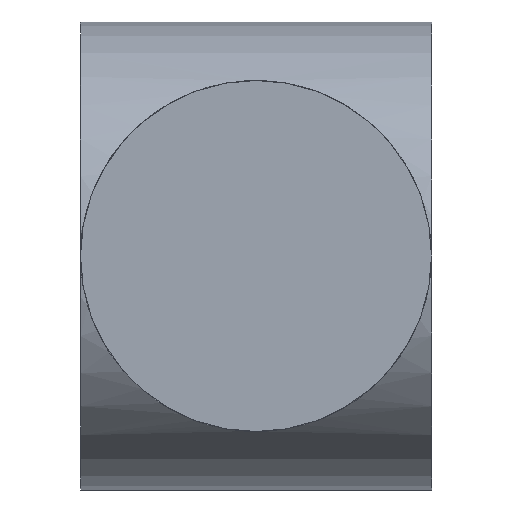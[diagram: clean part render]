
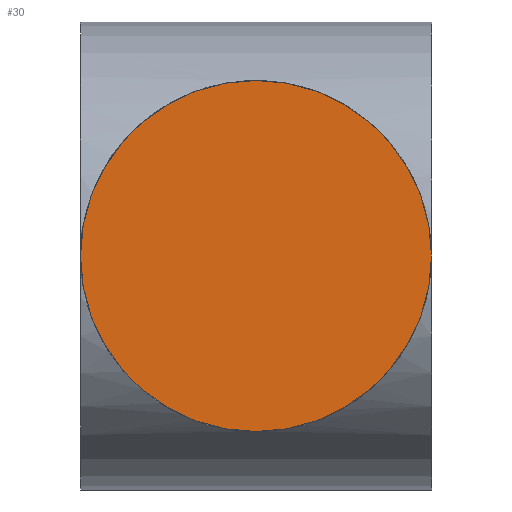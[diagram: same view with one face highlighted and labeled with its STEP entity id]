
A CAD part, left-side view. The second image highlights one B-rep face of the part: STEP entity #30.
In plain terms, the highlighted planar face has unit normal (-1, 0, 0).
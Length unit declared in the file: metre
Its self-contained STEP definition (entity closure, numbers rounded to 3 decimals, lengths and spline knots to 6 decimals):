
#30 = ADVANCED_FACE( '', ( #59 ), #60, .T. );
#59 = FACE_OUTER_BOUND( '', #88, .T. );
#60 = PLANE( '', #89 );
#88 = EDGE_LOOP( '', ( #111 ) );
#89 = AXIS2_PLACEMENT_3D( '', #112, #113, #114 );
#111 = ORIENTED_EDGE( '', *, *, #149, .T. );
#112 = CARTESIAN_POINT( '', ( -0.58, 0., 0.5 ) );
#113 = DIRECTION( '', ( -1., 0., 0. ) );
#114 = DIRECTION( '', ( 0., -1., 0. ) );
#149 = EDGE_CURVE( '', #162, #162, #163, .T. );
#162 = VERTEX_POINT( '', #180 );
#163 = CIRCLE( '', #181, 0.0375 );
#180 = CARTESIAN_POINT( '', ( -0.58, -0.0375, 0.5 ) );
#181 = AXIS2_PLACEMENT_3D( '', #347, #348, #349 );
#347 = CARTESIAN_POINT( '', ( -0.58, 0., 0.5 ) );
#348 = DIRECTION( '', ( -1., 0., 0. ) );
#349 = DIRECTION( '', ( 0., -1., 0. ) );
